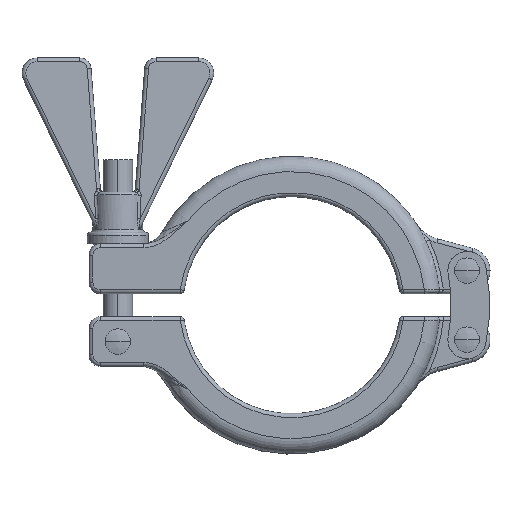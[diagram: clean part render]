
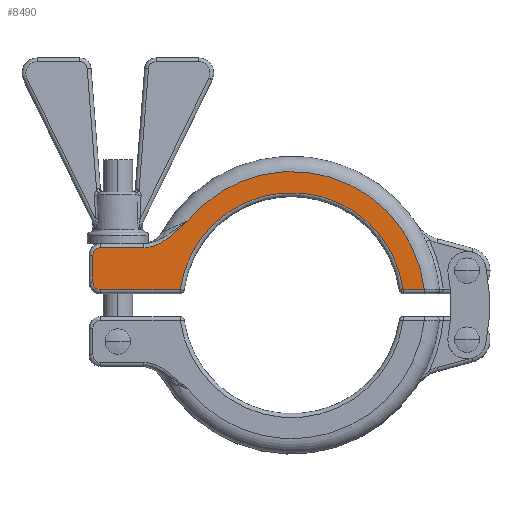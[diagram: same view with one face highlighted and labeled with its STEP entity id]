
A CAD part, top view. The second image highlights one B-rep face of the part: STEP entity #8490.
In plain terms, the highlighted planar face has unit normal (0, 0, 1).
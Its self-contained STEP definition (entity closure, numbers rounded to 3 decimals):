
#336 = CIRCLE ( 'NONE', #6769, 34.85 ) ;
#340 = CARTESIAN_POINT ( 'NONE',  ( 0., 0., 8.5 ) ) ;
#548 = VECTOR ( 'NONE', #787, 1000. ) ;
#787 = DIRECTION ( 'NONE',  ( 1., 0., 0. ) ) ;
#799 = CARTESIAN_POINT ( 'NONE',  ( 34.62, 4., 8.5 ) ) ;
#1012 = EDGE_CURVE ( 'NONE', #4255, #11698, #2318, .T. ) ;
#1122 = VECTOR ( 'NONE', #13725, 1000. ) ;
#1393 = AXIS2_PLACEMENT_3D ( 'NONE', #3045, #11642, #5236 ) ;
#1607 = CARTESIAN_POINT ( 'NONE',  ( 34.721, 4., 8.5 ) ) ;
#2078 = CARTESIAN_POINT ( 'NONE',  ( -36.562, 15.242, 8.5 ) ) ;
#2318 = B_SPLINE_CURVE_WITH_KNOTS ( 'NONE', 3,
 ( #7972, #6758, #13031, #10497, #11796, #15685, #10818, #4483, #3289, #8204, #2078, #8283, #14548, #15764 ),
 .UNSPECIFIED., .F., .F.,
 ( 4, 2, 2, 2, 2, 2, 4 ),
 ( 0., 0.003, 0.007, 0.01, 0.011, 0.012, 0.014 ),
 .UNSPECIFIED. ) ;
#2703 = CARTESIAN_POINT ( 'NONE',  ( -51.85, 6., 8.5 ) ) ;
#3045 = CARTESIAN_POINT ( 'NONE',  ( 0., 0., 8.5 ) ) ;
#3289 = CARTESIAN_POINT ( 'NONE',  ( -35.734, 15.488, 8.5 ) ) ;
#3382 = ORIENTED_EDGE ( 'NONE', *, *, #14896, .T. ) ;
#3489 = DIRECTION ( 'NONE',  ( 0., 0., 1. ) ) ;
#3523 = DIRECTION ( 'NONE',  ( 1., 0., 0. ) ) ;
#3585 = CARTESIAN_POINT ( 'NONE',  ( -51.85, 13., 8.5 ) ) ;
#3964 = AXIS2_PLACEMENT_3D ( 'NONE', #6870, #3489, #4587 ) ;
#4031 = PLANE ( 'NONE',  #6983 ) ;
#4212 = CARTESIAN_POINT ( 'NONE',  ( -49.85, 15., 8.5 ) ) ;
#4255 = VERTEX_POINT ( 'NONE', #5560 ) ;
#4316 = LINE ( 'NONE', #9267, #548 ) ;
#4483 = CARTESIAN_POINT ( 'NONE',  ( -35.46, 15.589, 8.5 ) ) ;
#4587 = DIRECTION ( 'NONE',  ( 1., 0., 0. ) ) ;
#4822 = VERTEX_POINT ( 'NONE', #8856 ) ;
#5200 = CARTESIAN_POINT ( 'NONE',  ( -49.85, 15., 8.5 ) ) ;
#5236 = DIRECTION ( 'NONE',  ( 1., 0., 0. ) ) ;
#5560 = CARTESIAN_POINT ( 'NONE',  ( -27.028, 22., 8.5 ) ) ;
#6065 = EDGE_LOOP ( 'NONE', ( #11784, #11290, #3382, #7242, #10985, #12582, #14730, #14008, #9259 ) ) ;
#6131 = VERTEX_POINT ( 'NONE', #9967 ) ;
#6338 = CARTESIAN_POINT ( 'NONE',  ( 0., 0., 8.5 ) ) ;
#6415 = DIRECTION ( 'NONE',  ( 1., 0., 0. ) ) ;
#6528 = DIRECTION ( 'NONE',  ( 1., 0., 0. ) ) ;
#6530 = VECTOR ( 'NONE', #6528, 1000. ) ;
#6758 = CARTESIAN_POINT ( 'NONE',  ( -27.906, 21.251, 8.5 ) ) ;
#6769 = AXIS2_PLACEMENT_3D ( 'NONE', #6338, #12514, #6415 ) ;
#6870 = CARTESIAN_POINT ( 'NONE',  ( -49.85, 13., 8.5 ) ) ;
#6983 = AXIS2_PLACEMENT_3D ( 'NONE', #340, #14002, #7911 ) ;
#7230 = VERTEX_POINT ( 'NONE', #8482 ) ;
#7242 = ORIENTED_EDGE ( 'NONE', *, *, #14947, .T. ) ;
#7777 = LINE ( 'NONE', #2703, #1122 ) ;
#7911 = DIRECTION ( 'NONE',  ( 1., 0., 0. ) ) ;
#7939 = EDGE_CURVE ( 'NONE', #7230, #6131, #4316, .T. ) ;
#7972 = CARTESIAN_POINT ( 'NONE',  ( -27.028, 22., 8.5 ) ) ;
#8204 = CARTESIAN_POINT ( 'NONE',  ( -36.284, 15.315, 8.5 ) ) ;
#8283 = CARTESIAN_POINT ( 'NONE',  ( -37.402, 15.063, 8.5 ) ) ;
#8350 = CARTESIAN_POINT ( 'NONE',  ( -51.85, 6., 8.5 ) ) ;
#8482 = CARTESIAN_POINT ( 'NONE',  ( -49.85, 4., 8.5 ) ) ;
#8490 = ADVANCED_FACE ( 'NONE', ( #9213 ), #4031, .T. ) ;
#8856 = CARTESIAN_POINT ( 'NONE',  ( 29.076, 4., 8.5 ) ) ;
#9142 = VERTEX_POINT ( 'NONE', #8350 ) ;
#9155 = DIRECTION ( 'NONE',  ( -1., 0., 0. ) ) ;
#9185 = CARTESIAN_POINT ( 'NONE',  ( -38.554, 15., 8.5 ) ) ;
#9213 = FACE_OUTER_BOUND ( 'NONE', #6065, .T. ) ;
#9259 = ORIENTED_EDGE ( 'NONE', *, *, #13906, .T. ) ;
#9267 = CARTESIAN_POINT ( 'NONE',  ( -28.191, 4., 8.5 ) ) ;
#9436 = DIRECTION ( 'NONE',  ( 0., 0., 1. ) ) ;
#9967 = CARTESIAN_POINT ( 'NONE',  ( -29.076, 4., 8.5 ) ) ;
#10497 = CARTESIAN_POINT ( 'NONE',  ( -30.472, 18.932, 8.5 ) ) ;
#10818 = CARTESIAN_POINT ( 'NONE',  ( -34.13, 16.143, 8.5 ) ) ;
#10985 = ORIENTED_EDGE ( 'NONE', *, *, #11939, .T. ) ;
#11245 = EDGE_CURVE ( 'NONE', #6131, #4822, #15343, .T. ) ;
#11290 = ORIENTED_EDGE ( 'NONE', *, *, #1012, .T. ) ;
#11456 = AXIS2_PLACEMENT_3D ( 'NONE', #14625, #9436, #3523 ) ;
#11534 = VERTEX_POINT ( 'NONE', #799 ) ;
#11642 = DIRECTION ( 'NONE',  ( 0., 0., -1. ) ) ;
#11698 = VERTEX_POINT ( 'NONE', #9185 ) ;
#11784 = ORIENTED_EDGE ( 'NONE', *, *, #11961, .T. ) ;
#11796 = CARTESIAN_POINT ( 'NONE',  ( -31.33, 18.161, 8.5 ) ) ;
#11939 = EDGE_CURVE ( 'NONE', #15747, #9142, #7777, .T. ) ;
#11961 = EDGE_CURVE ( 'NONE', #11534, #4255, #336, .T. ) ;
#12514 = DIRECTION ( 'NONE',  ( 0., 0., 1. ) ) ;
#12582 = ORIENTED_EDGE ( 'NONE', *, *, #13613, .T. ) ;
#12692 = LINE ( 'NONE', #1607, #6530 ) ;
#12779 = VECTOR ( 'NONE', #9155, 1000. ) ;
#13031 = CARTESIAN_POINT ( 'NONE',  ( -28.76, 20.476, 8.5 ) ) ;
#13613 = EDGE_CURVE ( 'NONE', #9142, #7230, #14817, .T. ) ;
#13725 = DIRECTION ( 'NONE',  ( 0., -1., 0. ) ) ;
#13906 = EDGE_CURVE ( 'NONE', #4822, #11534, #12692, .T. ) ;
#14002 = DIRECTION ( 'NONE',  ( 0., 0., 1. ) ) ;
#14008 = ORIENTED_EDGE ( 'NONE', *, *, #11245, .T. ) ;
#14245 = VERTEX_POINT ( 'NONE', #5200 ) ;
#14313 = CIRCLE ( 'NONE', #3964, 2. ) ;
#14548 = CARTESIAN_POINT ( 'NONE',  ( -37.972, 15., 8.5 ) ) ;
#14625 = CARTESIAN_POINT ( 'NONE',  ( -49.85, 6., 8.5 ) ) ;
#14730 = ORIENTED_EDGE ( 'NONE', *, *, #7939, .T. ) ;
#14817 = CIRCLE ( 'NONE', #11456, 2. ) ;
#14896 = EDGE_CURVE ( 'NONE', #11698, #14245, #15314, .T. ) ;
#14947 = EDGE_CURVE ( 'NONE', #14245, #15747, #14313, .T. ) ;
#15314 = LINE ( 'NONE', #4212, #12779 ) ;
#15343 = CIRCLE ( 'NONE', #1393, 29.35 ) ;
#15685 = CARTESIAN_POINT ( 'NONE',  ( -33.165, 16.759, 8.5 ) ) ;
#15747 = VERTEX_POINT ( 'NONE', #3585 ) ;
#15764 = CARTESIAN_POINT ( 'NONE',  ( -38.554, 15., 8.5 ) ) ;
